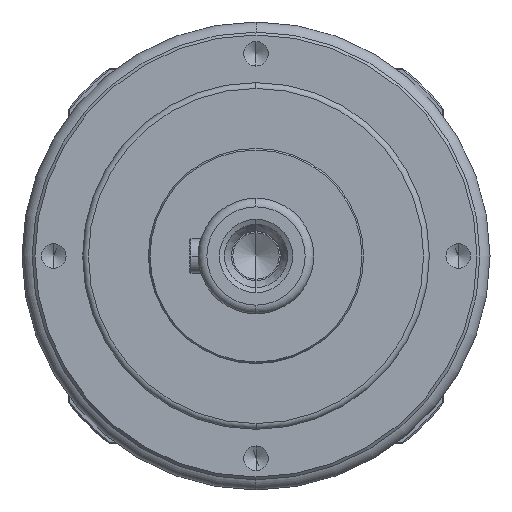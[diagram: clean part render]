
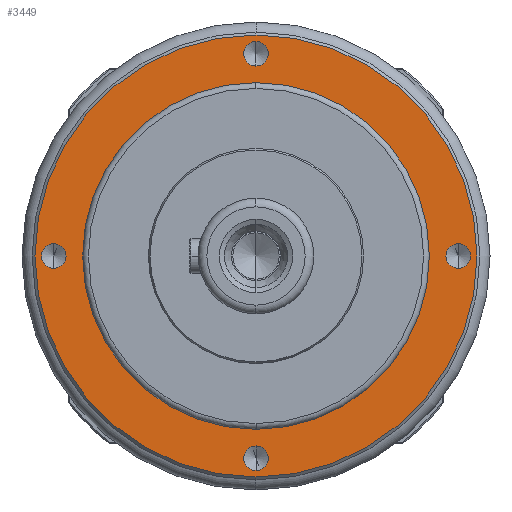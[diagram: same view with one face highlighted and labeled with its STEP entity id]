
A CAD part, left-side view. The second image highlights one B-rep face of the part: STEP entity #3449.
In plain terms, the highlighted planar face has unit normal (-1, 0, 0).
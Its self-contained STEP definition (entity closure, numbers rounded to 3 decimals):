
#10 = DIRECTION ( 'NONE',  ( 0., 0., -1. ) ) ;
#15 = DIRECTION ( 'NONE',  ( -1., 0., 0. ) ) ;
#40 = AXIS2_PLACEMENT_3D ( 'NONE', #4129, #1374, #4236 ) ;
#65 = AXIS2_PLACEMENT_3D ( 'NONE', #1466, #4302, #3104 ) ;
#348 = AXIS2_PLACEMENT_3D ( 'NONE', #1873, #4688, #2245 ) ;
#488 = VERTEX_POINT ( 'NONE', #4257 ) ;
#625 = DIRECTION ( 'NONE',  ( -1., 0., 0. ) ) ;
#626 = CARTESIAN_POINT ( 'NONE',  ( -126.041, 67.184, 262.5 ) ) ;
#634 = VERTEX_POINT ( 'NONE', #651 ) ;
#651 = CARTESIAN_POINT ( 'NONE',  ( -126.041, -2.816, 266.75 ) ) ;
#669 = CARTESIAN_POINT ( 'NONE',  ( -126.041, 67.184, 192.5 ) ) ;
#679 = AXIS2_PLACEMENT_3D ( 'NONE', #4606, #5016, #1324 ) ;
#683 = DIRECTION ( 'NONE',  ( -1., 0., 0. ) ) ;
#700 = EDGE_CURVE ( 'NONE', #634, #4981, #3417, .T. ) ;
#779 = ORIENTED_EDGE ( 'NONE', *, *, #2642, .T. ) ;
#787 = AXIS2_PLACEMENT_3D ( 'NONE', #1458, #683, #4786 ) ;
#790 = CARTESIAN_POINT ( 'NONE',  ( -126.041, 137.184, 266.75 ) ) ;
#807 = ORIENTED_EDGE ( 'NONE', *, *, #700, .F. ) ;
#825 = AXIS2_PLACEMENT_3D ( 'NONE', #3468, #4673, #3037 ) ;
#833 = CARTESIAN_POINT ( 'NONE',  ( -126.041, 67.184, 188.25 ) ) ;
#864 = DIRECTION ( 'NONE',  ( 0., 0., 1. ) ) ;
#949 = CIRCLE ( 'NONE', #787, 76.5 ) ;
#967 = EDGE_CURVE ( 'NONE', #5155, #3776, #4050, .T. ) ;
#1009 = VERTEX_POINT ( 'NONE', #1705 ) ;
#1023 = VERTEX_POINT ( 'NONE', #2113 ) ;
#1210 = EDGE_LOOP ( 'NONE', ( #1476, #2603 ) ) ;
#1267 = ORIENTED_EDGE ( 'NONE', *, *, #3156, .F. ) ;
#1324 = DIRECTION ( 'NONE',  ( 0., 0., 1. ) ) ;
#1351 = ORIENTED_EDGE ( 'NONE', *, *, #3593, .F. ) ;
#1374 = DIRECTION ( 'NONE',  ( -1., 0., 0. ) ) ;
#1382 = AXIS2_PLACEMENT_3D ( 'NONE', #4995, #2541, #2953 ) ;
#1386 = DIRECTION ( 'NONE',  ( -1., 0., 0. ) ) ;
#1394 = VERTEX_POINT ( 'NONE', #3613 ) ;
#1397 = EDGE_LOOP ( 'NONE', ( #1351, #4390 ) ) ;
#1429 = CARTESIAN_POINT ( 'NONE',  ( -126.041, 67.184, 332.5 ) ) ;
#1453 = AXIS2_PLACEMENT_3D ( 'NONE', #5295, #4056, #10 ) ;
#1454 = DIRECTION ( 'NONE',  ( 0., 0., 1. ) ) ;
#1458 = CARTESIAN_POINT ( 'NONE',  ( -126.041, 67.184, 262.5 ) ) ;
#1460 = EDGE_LOOP ( 'NONE', ( #4270, #1267 ) ) ;
#1466 = CARTESIAN_POINT ( 'NONE',  ( -126.041, -2.816, 262.5 ) ) ;
#1476 = ORIENTED_EDGE ( 'NONE', *, *, #967, .F. ) ;
#1522 = FACE_BOUND ( 'NONE', #1743, .T. ) ;
#1576 = EDGE_LOOP ( 'NONE', ( #2915, #779 ) ) ;
#1652 = CARTESIAN_POINT ( 'NONE',  ( -126.041, 67.184, 322.5 ) ) ;
#1655 = AXIS2_PLACEMENT_3D ( 'NONE', #626, #1386, #3481 ) ;
#1705 = CARTESIAN_POINT ( 'NONE',  ( -126.041, 67.184, 196.75 ) ) ;
#1723 = EDGE_CURVE ( 'NONE', #488, #1023, #2626, .T. ) ;
#1743 = EDGE_LOOP ( 'NONE', ( #4205, #3067 ) ) ;
#1766 = CIRCLE ( 'NONE', #348, 4.25 ) ;
#1782 = EDGE_CURVE ( 'NONE', #4927, #1920, #3016, .T. ) ;
#1873 = CARTESIAN_POINT ( 'NONE',  ( -126.041, 67.184, 192.5 ) ) ;
#1920 = VERTEX_POINT ( 'NONE', #3216 ) ;
#2051 = CARTESIAN_POINT ( 'NONE',  ( -126.041, 67.184, 339. ) ) ;
#2113 = CARTESIAN_POINT ( 'NONE',  ( -126.041, 67.184, 328.25 ) ) ;
#2120 = CARTESIAN_POINT ( 'NONE',  ( -126.041, 67.184, 262.5 ) ) ;
#2137 = AXIS2_PLACEMENT_3D ( 'NONE', #1429, #625, #1454 ) ;
#2163 = FACE_BOUND ( 'NONE', #1460, .T. ) ;
#2245 = DIRECTION ( 'NONE',  ( 0., 0., 1. ) ) ;
#2250 = EDGE_CURVE ( 'NONE', #4981, #634, #2954, .T. ) ;
#2537 = FACE_BOUND ( 'NONE', #1397, .T. ) ;
#2541 = DIRECTION ( 'NONE',  ( -1., 0., 0. ) ) ;
#2603 = ORIENTED_EDGE ( 'NONE', *, *, #3118, .F. ) ;
#2626 = CIRCLE ( 'NONE', #825, 4.25 ) ;
#2642 = EDGE_CURVE ( 'NONE', #5189, #1394, #949, .T. ) ;
#2652 = DIRECTION ( 'NONE',  ( 0., 0., -1. ) ) ;
#2732 = DIRECTION ( 'NONE',  ( -1., 0., 0. ) ) ;
#2751 = EDGE_LOOP ( 'NONE', ( #807, #3941 ) ) ;
#2915 = ORIENTED_EDGE ( 'NONE', *, *, #4190, .T. ) ;
#2953 = DIRECTION ( 'NONE',  ( 0., 0., 1. ) ) ;
#2954 = CIRCLE ( 'NONE', #40, 4.25 ) ;
#3016 = CIRCLE ( 'NONE', #1655, 60. ) ;
#3037 = DIRECTION ( 'NONE',  ( 0., 0., 1. ) ) ;
#3067 = ORIENTED_EDGE ( 'NONE', *, *, #4053, .F. ) ;
#3100 = CIRCLE ( 'NONE', #1453, 76.5 ) ;
#3104 = DIRECTION ( 'NONE',  ( 0., 0., 1. ) ) ;
#3118 = EDGE_CURVE ( 'NONE', #3776, #5155, #3380, .T. ) ;
#3156 = EDGE_CURVE ( 'NONE', #1023, #488, #4146, .T. ) ;
#3216 = CARTESIAN_POINT ( 'NONE',  ( -126.041, 67.184, 202.5 ) ) ;
#3380 = CIRCLE ( 'NONE', #1382, 4.25 ) ;
#3417 = CIRCLE ( 'NONE', #65, 4.25 ) ;
#3449 = ADVANCED_FACE ( 'NONE', ( #2163, #4329, #2537, #4587, #5093, #1522 ), #3887, .F. ) ;
#3468 = CARTESIAN_POINT ( 'NONE',  ( -126.041, 67.184, 332.5 ) ) ;
#3481 = DIRECTION ( 'NONE',  ( 0., 0., 1. ) ) ;
#3539 = CIRCLE ( 'NONE', #4294, 60. ) ;
#3593 = EDGE_CURVE ( 'NONE', #1009, #5294, #5224, .T. ) ;
#3613 = CARTESIAN_POINT ( 'NONE',  ( -126.041, 67.184, 186. ) ) ;
#3776 = VERTEX_POINT ( 'NONE', #4105 ) ;
#3887 = PLANE ( 'NONE',  #5211 ) ;
#3941 = ORIENTED_EDGE ( 'NONE', *, *, #2250, .F. ) ;
#3951 = DIRECTION ( 'NONE',  ( 0., 0., 1. ) ) ;
#4050 = CIRCLE ( 'NONE', #679, 4.25 ) ;
#4053 = EDGE_CURVE ( 'NONE', #1920, #4927, #3539, .T. ) ;
#4056 = DIRECTION ( 'NONE',  ( -1., 0., 0. ) ) ;
#4105 = CARTESIAN_POINT ( 'NONE',  ( -126.041, 137.184, 258.25 ) ) ;
#4129 = CARTESIAN_POINT ( 'NONE',  ( -126.041, -2.816, 262.5 ) ) ;
#4146 = CIRCLE ( 'NONE', #2137, 4.25 ) ;
#4190 = EDGE_CURVE ( 'NONE', #1394, #5189, #3100, .T. ) ;
#4205 = ORIENTED_EDGE ( 'NONE', *, *, #1782, .F. ) ;
#4236 = DIRECTION ( 'NONE',  ( 0., 0., 1. ) ) ;
#4257 = CARTESIAN_POINT ( 'NONE',  ( -126.041, 67.184, 336.75 ) ) ;
#4270 = ORIENTED_EDGE ( 'NONE', *, *, #1723, .F. ) ;
#4294 = AXIS2_PLACEMENT_3D ( 'NONE', #2120, #15, #864 ) ;
#4302 = DIRECTION ( 'NONE',  ( -1., 0., 0. ) ) ;
#4329 = FACE_BOUND ( 'NONE', #2751, .T. ) ;
#4390 = ORIENTED_EDGE ( 'NONE', *, *, #4399, .F. ) ;
#4399 = EDGE_CURVE ( 'NONE', #5294, #1009, #1766, .T. ) ;
#4587 = FACE_BOUND ( 'NONE', #1210, .T. ) ;
#4606 = CARTESIAN_POINT ( 'NONE',  ( -126.041, 137.184, 262.5 ) ) ;
#4673 = DIRECTION ( 'NONE',  ( -1., 0., 0. ) ) ;
#4688 = DIRECTION ( 'NONE',  ( -1., 0., 0. ) ) ;
#4720 = DIRECTION ( 'NONE',  ( 1., 0., 0. ) ) ;
#4786 = DIRECTION ( 'NONE',  ( 0., 0., -1. ) ) ;
#4871 = AXIS2_PLACEMENT_3D ( 'NONE', #669, #2732, #3951 ) ;
#4927 = VERTEX_POINT ( 'NONE', #1652 ) ;
#4934 = CARTESIAN_POINT ( 'NONE',  ( -126.041, -2.816, 258.25 ) ) ;
#4981 = VERTEX_POINT ( 'NONE', #4934 ) ;
#4995 = CARTESIAN_POINT ( 'NONE',  ( -126.041, 137.184, 262.5 ) ) ;
#5016 = DIRECTION ( 'NONE',  ( -1., 0., 0. ) ) ;
#5056 = CARTESIAN_POINT ( 'NONE',  ( -126.041, 127.184, 262.5 ) ) ;
#5093 = FACE_OUTER_BOUND ( 'NONE', #1576, .T. ) ;
#5155 = VERTEX_POINT ( 'NONE', #790 ) ;
#5189 = VERTEX_POINT ( 'NONE', #2051 ) ;
#5211 = AXIS2_PLACEMENT_3D ( 'NONE', #5056, #4720, #2652 ) ;
#5224 = CIRCLE ( 'NONE', #4871, 4.25 ) ;
#5294 = VERTEX_POINT ( 'NONE', #833 ) ;
#5295 = CARTESIAN_POINT ( 'NONE',  ( -126.041, 67.184, 262.5 ) ) ;
